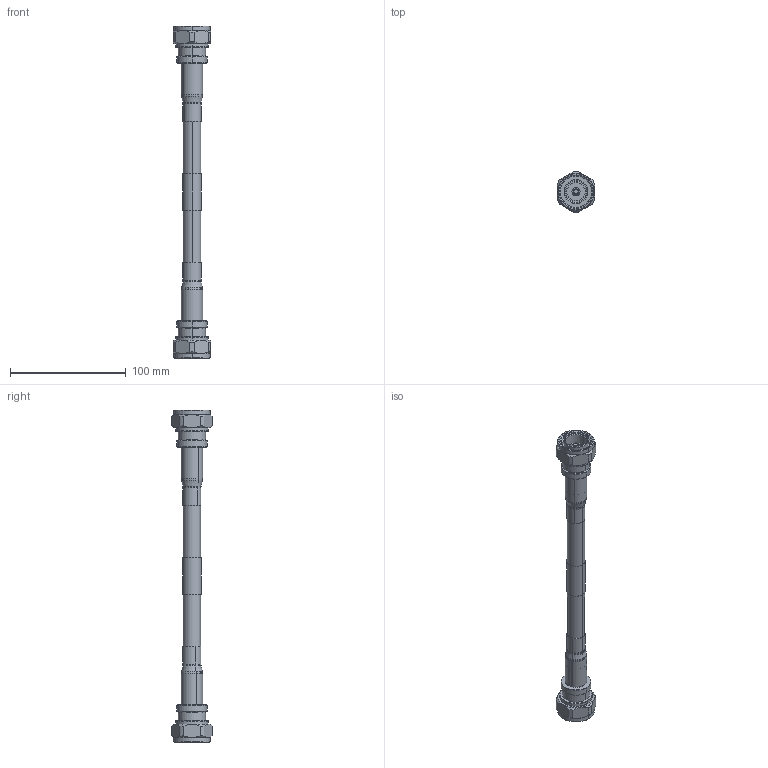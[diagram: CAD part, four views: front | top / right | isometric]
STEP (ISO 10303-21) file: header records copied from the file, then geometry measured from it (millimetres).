
FILE_DESCRIPTION (( 'STEP AP214' ), '1' );
FILE_NAME ('FMC00018_3D.step', '2024-01-26T20:38:08', ( '' ), ( '' ), 'SwSTEP 2.0', 'SolidWorks 2022', '' );
FILE_SCHEMA (( 'AUTOMOTIVE_DESIGN' ));
Length unit declared in the file: inch
Products named in the file (5): FMC00018_3D; 1AW01-003_.63 x 1.5" LENGTH; LMR-600_8"; LMR-600_HEATSHRINK_FOR N-MALE CONN; FMCN1090
Assembly tree (6 placements, depth 2):
  FMC00018_3D
    1AW01-003_.63 x 1.5" LENGTH
    LMR-600_8"
    FMCN1090  x2
    LMR-600_HEATSHRINK_FOR N-MALE CONN  x2
Bounding box: 32.02 x 35 x 287.2 mm (x, y, z)
Volume: 70430.1 mm3; surface area: 45633.7 mm2
Topology: 8 solids, 8 shells, 360 faces, 758 edges, 446 vertices
Faces by surface type: cylinder 156, cone 116, plane 60, torus 24, bspline 4
Entity records: 5360 total; most frequent: CARTESIAN_POINT 1003, DIRECTION 971, ORIENTED_EDGE 776, AXIS2_PLACEMENT_3D 413, EDGE_CURVE 388, VERTEX_POINT 229, CIRCLE 221, EDGE_LOOP 207
